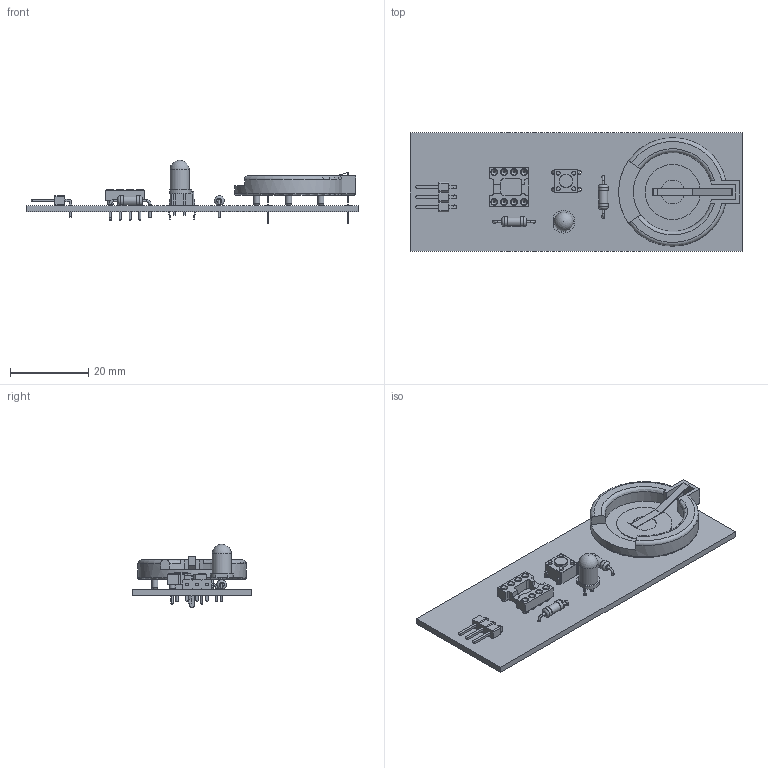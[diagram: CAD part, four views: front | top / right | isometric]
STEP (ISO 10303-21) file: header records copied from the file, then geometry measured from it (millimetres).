
FILE_DESCRIPTION(('KiCad electronic assembly'),'2;1');
FILE_NAME('placa_emisor_attiny.step','2020-12-29T17:39:59',('An Author') ,('A Company'),'Open CASCADE STEP processor 6.9', 'KiCad to STEP converter','Unknown');
FILE_SCHEMA(('AUTOMOTIVE_DESIGN { 1 0 10303 214 1 1 1 1 }'));
Length unit declared in the file: millimetre
Products named in the file (14): Open CASCADE STEP translator 6.9 1; PinHeader_1x03_P2.54mm_Horizontal; SOLID; BatteryHolder_Keystone_106_1x20mm; LED_D5.0mm; R_Axial_DIN0207_L6.3mm_D2.5mm_P10.16mm_Horizontal; SW_PUSH_6mm_H4.3mm; DIP-8_W7.62mm_Socket; COMPOUND
Assembly tree (14 placements, depth 3):
  Open CASCADE STEP translator 6.9 1
    PinHeader_1x03_P2.54mm_Horizontal
      SOLID
    BatteryHolder_Keystone_106_1x20mm
      SOLID
    LED_D5.0mm
      SOLID
    R_Axial_DIN0207_L6.3mm_D2.5mm_P10.16mm_Horizontal  x2
      SOLID
    SW_PUSH_6mm_H4.3mm
      SOLID
    DIP-8_W7.62mm_Socket
      SOLID
    COMPOUND
Bounding box: 85.09 x 30.48 x 16.25 mm (x, y, z)
Volume: 6369.2 mm3; surface area: 8895 mm2
Topology: 8 solids, 8 shells, 468 faces, 1075 edges, 691 vertices
Faces by surface type: plane 288, cylinder 137, cone 24, torus 18, sphere 1
Full cylindrical faces by diameter (mm): 0.508 x16, 0.6 x8, 0.8 x12, 0.9 x2, 1 x7, 1.1 x4, 1.5 x2, 1.524 x8, 1.57 x3, 1.724 x8, 2.25 x2, 2.5 x4, 3.5 x1, 4.9 x1, 6.066 x1, 14.154 x1
Entity records: 31054 total; most frequent: CARTESIAN_POINT 6228, DIRECTION 4185, LINE 2518, VECTOR 2518, ORIENTED_EDGE 2094, PCURVE 2094, DEFINITIONAL_REPRESENTATION 2094, EDGE_CURVE 1047
